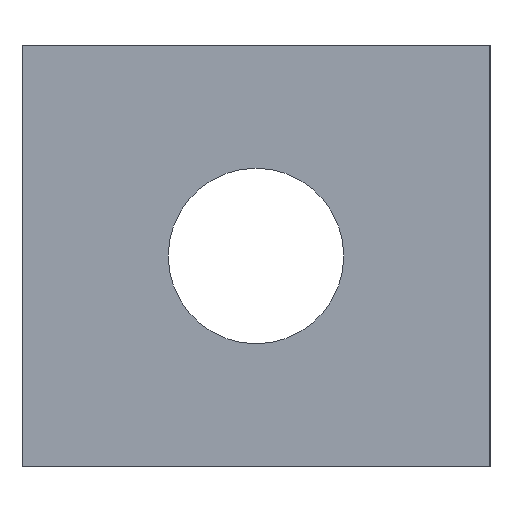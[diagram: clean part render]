
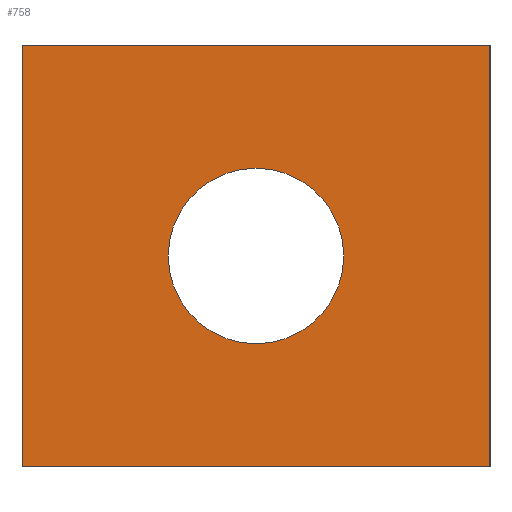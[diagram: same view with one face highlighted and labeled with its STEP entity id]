
A CAD part, left-side view. The second image highlights one B-rep face of the part: STEP entity #758.
In plain terms, the highlighted planar face has unit normal (-1, 0, 0).
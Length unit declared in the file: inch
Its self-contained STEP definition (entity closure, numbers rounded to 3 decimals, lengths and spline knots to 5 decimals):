
#5 = CARTESIAN_POINT ( 'NONE',  ( -1., 1., 0. ) ) ;
#14 = VECTOR ( 'NONE', #303, 39.37008 ) ;
#31 = DIRECTION ( 'NONE',  ( 0., 1., 0. ) ) ;
#69 = CARTESIAN_POINT ( 'NONE',  ( -1., 0., 0.9 ) ) ;
#76 = DIRECTION ( 'NONE',  ( 0., 1., 0. ) ) ;
#97 = VECTOR ( 'NONE', #295, 39.37008 ) ;
#113 = DIRECTION ( 'NONE',  ( 0., -1., 0. ) ) ;
#131 = EDGE_CURVE ( 'NONE', #282, #439, #711, .T. ) ;
#133 = VERTEX_POINT ( 'NONE', #655 ) ;
#148 = DIRECTION ( 'NONE',  ( 1., 0., 0. ) ) ;
#160 = CARTESIAN_POINT ( 'NONE',  ( -1., 1., 1.8 ) ) ;
#163 = CARTESIAN_POINT ( 'NONE',  ( -1., 1., 0. ) ) ;
#172 = VECTOR ( 'NONE', #368, 39.37008 ) ;
#193 = LINE ( 'NONE', #5, #97 ) ;
#206 = AXIS2_PLACEMENT_3D ( 'NONE', #69, #430, #558 ) ;
#225 = ORIENTED_EDGE ( 'NONE', *, *, #131, .F. ) ;
#240 = LINE ( 'NONE', #243, #14 ) ;
#243 = CARTESIAN_POINT ( 'NONE',  ( -1., -1., 1.8 ) ) ;
#249 = CARTESIAN_POINT ( 'NONE',  ( -1., 1., 1.8 ) ) ;
#282 = VERTEX_POINT ( 'NONE', #160 ) ;
#295 = DIRECTION ( 'NONE',  ( 0., -1., 0. ) ) ;
#299 = FACE_BOUND ( 'NONE', #561, .T. ) ;
#303 = DIRECTION ( 'NONE',  ( 0., 0., -1. ) ) ;
#321 = EDGE_CURVE ( 'NONE', #282, #535, #737, .T. ) ;
#362 = CARTESIAN_POINT ( 'NONE',  ( -1., 0.375, 0.9 ) ) ;
#368 = DIRECTION ( 'NONE',  ( 0., 0., -1. ) ) ;
#372 = AXIS2_PLACEMENT_3D ( 'NONE', #249, #611, #76 ) ;
#373 = PLANE ( 'NONE',  #372 ) ;
#411 = CIRCLE ( 'NONE', #206, 0.375 ) ;
#430 = DIRECTION ( 'NONE',  ( 1., 0., 0. ) ) ;
#433 = CIRCLE ( 'NONE', #619, 0.375 ) ;
#439 = VERTEX_POINT ( 'NONE', #734 ) ;
#440 = EDGE_CURVE ( 'NONE', #535, #133, #193, .T. ) ;
#448 = CARTESIAN_POINT ( 'NONE',  ( -1., 0., 0.9 ) ) ;
#475 = CARTESIAN_POINT ( 'NONE',  ( -1., 1., 1.8 ) ) ;
#488 = CARTESIAN_POINT ( 'NONE',  ( -1., 1., 1.8 ) ) ;
#507 = CARTESIAN_POINT ( 'NONE',  ( -1., -0.375, 0.9 ) ) ;
#528 = ORIENTED_EDGE ( 'NONE', *, *, #321, .T. ) ;
#535 = VERTEX_POINT ( 'NONE', #163 ) ;
#536 = ORIENTED_EDGE ( 'NONE', *, *, #440, .T. ) ;
#544 = FACE_OUTER_BOUND ( 'NONE', #635, .T. ) ;
#546 = VERTEX_POINT ( 'NONE', #507 ) ;
#549 = EDGE_CURVE ( 'NONE', #617, #546, #433, .T. ) ;
#555 = VECTOR ( 'NONE', #113, 39.37008 ) ;
#558 = DIRECTION ( 'NONE',  ( 0., 1., 0. ) ) ;
#561 = EDGE_LOOP ( 'NONE', ( #706, #723 ) ) ;
#611 = DIRECTION ( 'NONE',  ( 1., 0., 0. ) ) ;
#617 = VERTEX_POINT ( 'NONE', #362 ) ;
#619 = AXIS2_PLACEMENT_3D ( 'NONE', #448, #148, #31 ) ;
#635 = EDGE_LOOP ( 'NONE', ( #536, #685, #225, #528 ) ) ;
#655 = CARTESIAN_POINT ( 'NONE',  ( -1., -1., 0. ) ) ;
#685 = ORIENTED_EDGE ( 'NONE', *, *, #748, .F. ) ;
#687 = EDGE_CURVE ( 'NONE', #546, #617, #411, .T. ) ;
#706 = ORIENTED_EDGE ( 'NONE', *, *, #549, .T. ) ;
#711 = LINE ( 'NONE', #475, #555 ) ;
#723 = ORIENTED_EDGE ( 'NONE', *, *, #687, .T. ) ;
#734 = CARTESIAN_POINT ( 'NONE',  ( -1., -1., 1.8 ) ) ;
#737 = LINE ( 'NONE', #488, #172 ) ;
#748 = EDGE_CURVE ( 'NONE', #439, #133, #240, .T. ) ;
#758 = ADVANCED_FACE ( 'NONE', ( #299, #544 ), #373, .F. ) ;
